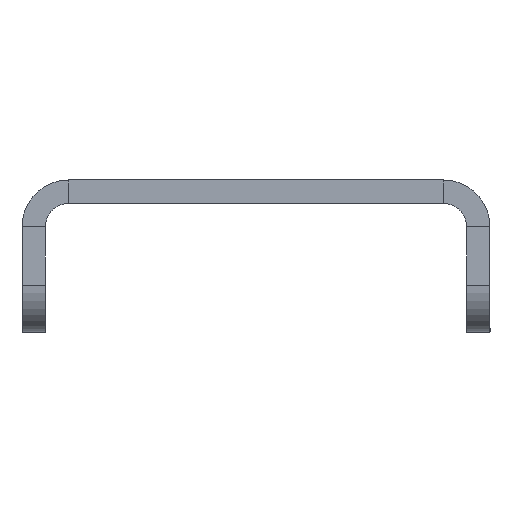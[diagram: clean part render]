
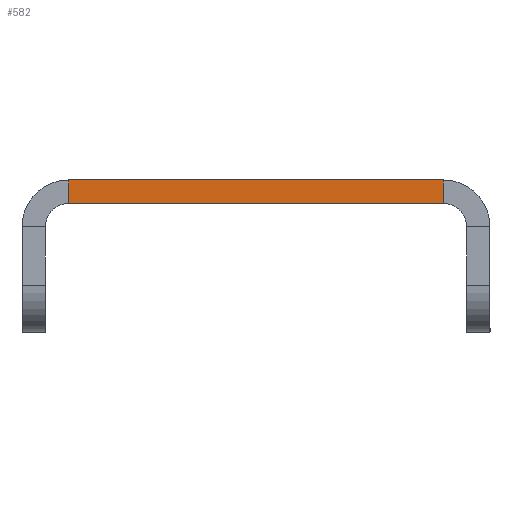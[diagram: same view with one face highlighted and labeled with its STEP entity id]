
A CAD part, front view. The second image highlights one B-rep face of the part: STEP entity #582.
In plain terms, the highlighted planar face has unit normal (0, -1, 0).
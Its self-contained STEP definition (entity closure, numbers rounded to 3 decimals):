
#3 = VERTEX_POINT ( 'NONE', #439 ) ;
#38 = FACE_OUTER_BOUND ( 'NONE', #168, .T. ) ;
#168 = EDGE_LOOP ( 'NONE', ( #1123, #216, #1138, #304 ) ) ;
#177 = AXIS2_PLACEMENT_3D ( 'NONE', #1124, #1132, #226 ) ;
#193 = DIRECTION ( 'NONE',  ( 1., 0., 0. ) ) ;
#210 = VERTEX_POINT ( 'NONE', #872 ) ;
#216 = ORIENTED_EDGE ( 'NONE', *, *, #669, .T. ) ;
#226 = DIRECTION ( 'NONE',  ( 0., 0., -1. ) ) ;
#244 = CARTESIAN_POINT ( 'NONE',  ( 16., -307.5, -2. ) ) ;
#276 = EDGE_CURVE ( 'NONE', #494, #936, #479, .T. ) ;
#281 = CARTESIAN_POINT ( 'NONE',  ( -16., -307.5, 0. ) ) ;
#291 = DIRECTION ( 'NONE',  ( 0., 0., 1. ) ) ;
#304 = ORIENTED_EDGE ( 'NONE', *, *, #1009, .F. ) ;
#359 = LINE ( 'NONE', #244, #690 ) ;
#361 = VECTOR ( 'NONE', #193, 1000. ) ;
#439 = CARTESIAN_POINT ( 'NONE',  ( 16., -307.5, -2. ) ) ;
#479 = LINE ( 'NONE', #491, #541 ) ;
#485 = LINE ( 'NONE', #1277, #512 ) ;
#491 = CARTESIAN_POINT ( 'NONE',  ( -16., -307.5, -2. ) ) ;
#494 = VERTEX_POINT ( 'NONE', #924 ) ;
#512 = VECTOR ( 'NONE', #966, 1000. ) ;
#541 = VECTOR ( 'NONE', #291, 1000. ) ;
#582 = ADVANCED_FACE ( 'NONE', ( #38 ), #950, .T. ) ;
#669 = EDGE_CURVE ( 'NONE', #494, #3, #485, .T. ) ;
#690 = VECTOR ( 'NONE', #1061, 1000. ) ;
#872 = CARTESIAN_POINT ( 'NONE',  ( 16., -307.5, 0. ) ) ;
#892 = EDGE_CURVE ( 'NONE', #3, #210, #359, .T. ) ;
#924 = CARTESIAN_POINT ( 'NONE',  ( -16., -307.5, -2. ) ) ;
#936 = VERTEX_POINT ( 'NONE', #281 ) ;
#950 = PLANE ( 'NONE',  #177 ) ;
#966 = DIRECTION ( 'NONE',  ( 1., 0., 0. ) ) ;
#1009 = EDGE_CURVE ( 'NONE', #936, #210, #1286, .T. ) ;
#1061 = DIRECTION ( 'NONE',  ( 0., 0., 1. ) ) ;
#1073 = CARTESIAN_POINT ( 'NONE',  ( 20., -307.5, 0. ) ) ;
#1123 = ORIENTED_EDGE ( 'NONE', *, *, #276, .F. ) ;
#1124 = CARTESIAN_POINT ( 'NONE',  ( 20., -307.5, -2. ) ) ;
#1132 = DIRECTION ( 'NONE',  ( 0., -1., 0. ) ) ;
#1138 = ORIENTED_EDGE ( 'NONE', *, *, #892, .T. ) ;
#1277 = CARTESIAN_POINT ( 'NONE',  ( 20., -307.5, -2. ) ) ;
#1286 = LINE ( 'NONE', #1073, #361 ) ;
